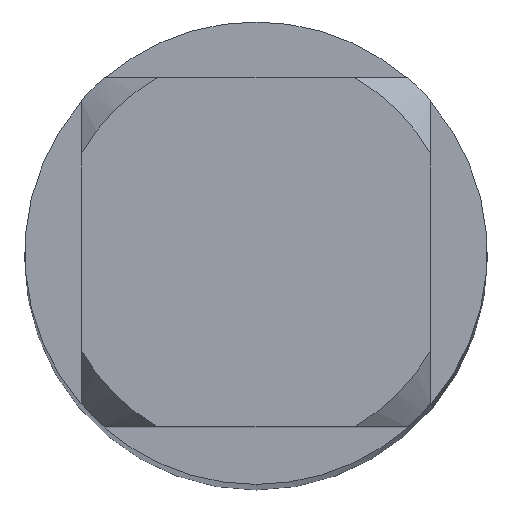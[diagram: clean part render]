
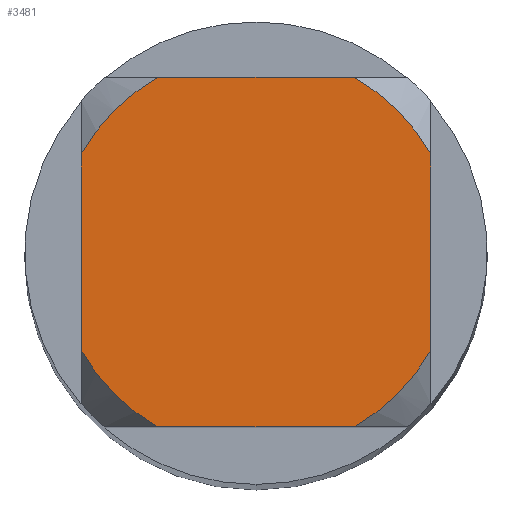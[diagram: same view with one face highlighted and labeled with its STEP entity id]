
A CAD part, top view. The second image highlights one B-rep face of the part: STEP entity #3481.
In plain terms, the highlighted planar face has unit normal (0, 0, 1).
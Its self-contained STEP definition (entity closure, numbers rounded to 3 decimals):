
#2415=EDGE_CURVE('',#4599,#3871,#6863,.T.);
#2561=VERTEX_POINT('',#7025);
#2755=EDGE_CURVE('',#4651,#4937,#7232,.T.);
#3307=EDGE_CURVE('',#2561,#3975,#7840,.T.);
#3481=ADVANCED_FACE('',(#8025),#8026,.T.);
#3505=EDGE_CURVE('',#5549,#6271,#8052,.T.);
#3871=VERTEX_POINT('',#8450);
#3975=VERTEX_POINT('',#8562);
#4529=EDGE_CURVE('',#4651,#3871,#9172,.T.);
#4599=VERTEX_POINT('',#9245);
#4651=VERTEX_POINT('',#9301);
#4735=EDGE_CURVE('',#5549,#3975,#9390,.T.);
#4837=EDGE_CURVE('',#2561,#4937,#9503,.T.);
#4937=VERTEX_POINT('',#9613);
#5549=VERTEX_POINT('',#10280);
#6271=VERTEX_POINT('',#11070);
#6301=EDGE_CURVE('',#4599,#6271,#11104,.T.);
#6863=CIRCLE('',#11839,1.95);
#7025=CARTESIAN_POINT('',(1.7,-0.955,0.0));
#7232=CIRCLE('',#12501,1.95);
#7840=CIRCLE('',#13625,1.95);
#8025=FACE_OUTER_BOUND('',#13898,.T.);
#8026=PLANE('',#13899);
#8052=CIRCLE('',#13939,1.95);
#8450=CARTESIAN_POINT('',(-0.955,1.7,0.0));
#8562=CARTESIAN_POINT('',(0.955,-1.7,0.0));
#9172=LINE('',#15768,#15769);
#9245=CARTESIAN_POINT('',(-1.7,0.955,0.0));
#9301=CARTESIAN_POINT('',(0.955,1.7,0.0));
#9390=LINE('',#16134,#16135);
#9503=LINE('',#16322,#16323);
#9613=CARTESIAN_POINT('',(1.7,0.955,0.0));
#10280=CARTESIAN_POINT('',(-0.955,-1.7,0.0));
#11070=CARTESIAN_POINT('',(-1.7,-0.955,0.0));
#11104=LINE('',#18944,#18945);
#11839=AXIS2_PLACEMENT_3D('',#19770,#19771,#19772);
#12501=AXIS2_PLACEMENT_3D('',#20138,#20139,#20140);
#13625=AXIS2_PLACEMENT_3D('',#20955,#20956,#20957);
#13898=EDGE_LOOP('',(#21119,#21120,#21121,#21122,#21123,#21124,#21125,#21126));
#13899=AXIS2_PLACEMENT_3D('',#21127,#21128,#21129);
#13939=AXIS2_PLACEMENT_3D('',#21162,#21163,#21164);
#15768=CARTESIAN_POINT('',(0.0,1.7,0.0));
#15769=VECTOR('',#22500,1.0);
#16134=CARTESIAN_POINT('',(0.0,-1.7,0.0));
#16135=VECTOR('',#22692,1.0);
#16322=CARTESIAN_POINT('',(1.7,0.488,0.0));
#16323=VECTOR('',#22825,1.0);
#18944=CARTESIAN_POINT('',(-1.7,0.488,0.0));
#18945=VECTOR('',#24545,1.0);
#19770=CARTESIAN_POINT('',(0.0,0.0,0.0));
#19771=DIRECTION('',(0.0,0.0,-1.0));
#19772=DIRECTION('',(0.0,1.0,0.0));
#20138=CARTESIAN_POINT('',(0.0,0.0,0.0));
#20139=DIRECTION('',(0.0,0.0,-1.0));
#20140=DIRECTION('',(0.0,1.0,0.0));
#20955=CARTESIAN_POINT('',(0.0,0.0,0.0));
#20956=DIRECTION('',(0.0,0.0,-1.0));
#20957=DIRECTION('',(0.0,1.0,0.0));
#21119=ORIENTED_EDGE('',*,*,#6301,.T.);
#21120=ORIENTED_EDGE('',*,*,#3505,.F.);
#21121=ORIENTED_EDGE('',*,*,#4735,.T.);
#21122=ORIENTED_EDGE('',*,*,#3307,.F.);
#21123=ORIENTED_EDGE('',*,*,#4837,.T.);
#21124=ORIENTED_EDGE('',*,*,#2755,.F.);
#21125=ORIENTED_EDGE('',*,*,#4529,.T.);
#21126=ORIENTED_EDGE('',*,*,#2415,.F.);
#21127=CARTESIAN_POINT('',(0.0,0.975,0.0));
#21128=DIRECTION('',(-0.0,0.0,1.0));
#21129=DIRECTION('',(0.0,-1.0,0.0));
#21162=CARTESIAN_POINT('',(0.0,0.0,0.0));
#21163=DIRECTION('',(0.0,0.0,-1.0));
#21164=DIRECTION('',(0.0,1.0,0.0));
#22500=DIRECTION('',(-1.0,0.0,0.0));
#22692=DIRECTION('',(1.0,0.0,0.0));
#22825=DIRECTION('',(-0.0,1.0,0.0));
#24545=DIRECTION('',(-0.0,-1.0,0.0));
